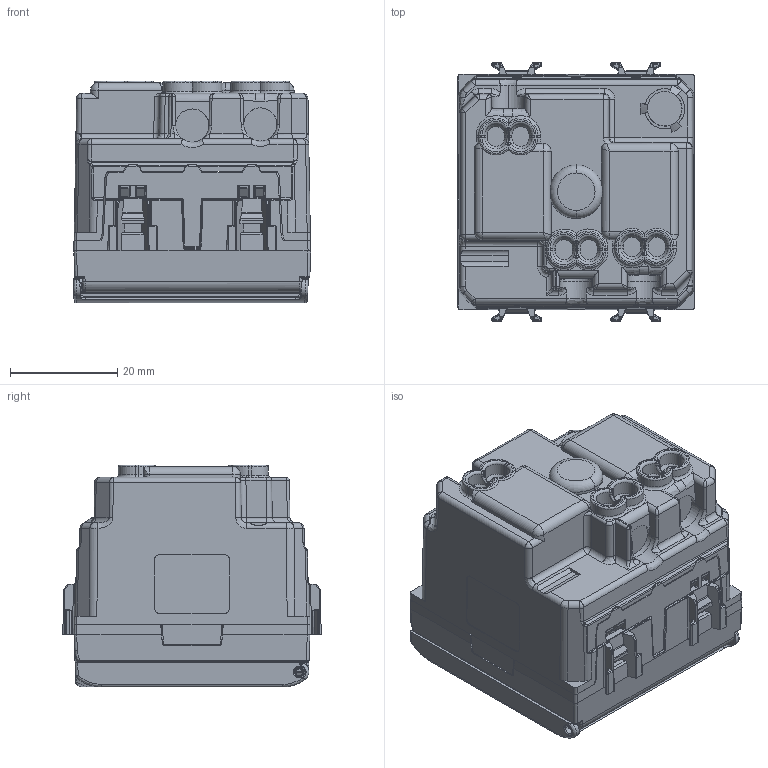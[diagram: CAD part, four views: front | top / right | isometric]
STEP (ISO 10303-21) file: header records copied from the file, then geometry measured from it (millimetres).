
FILE_DESCRIPTION(('CATIA V5 STEP Exchange','CAx-IF Rec.Pracs.--- Model Styling and Organization---1.4--- 2014-01-23'),'2;1');
FILE_NAME('GW10242.stp','2024-02-06T13:12:51+00:00',('none'),('none'),'CATIA Version 5-6 Release 2019 SP6','CATIA V5 STEP AP214 v1','none');
FILE_SCHEMA(('AUTOMOTIVE_DESIGN { 1 0 10303 214 1 1 1 1 }'));
Products named in the file (1): GW10242
Bounding box: 44.3 x 48.25 x 41.4 mm (x, y, z)
Volume: 38155 mm3; surface area: 27030.3 mm2
Topology: 1 solids, 19 shells, 3038 faces, 8182 edges, 5047 vertices
Faces by surface type: plane 1498, cylinder 781, bspline 413, sphere 122, torus 99, cone 53, extrusion 48, revolution 24
Entity records: 121557 total; most frequent: CARTESIAN_POINT 52103, ORIENTED_EDGE 16060, DIRECTION 9683, EDGE_CURVE 8030, VERTEX_POINT 5047, VECTOR 4529, LINE 4481, EDGE_LOOP 3099
